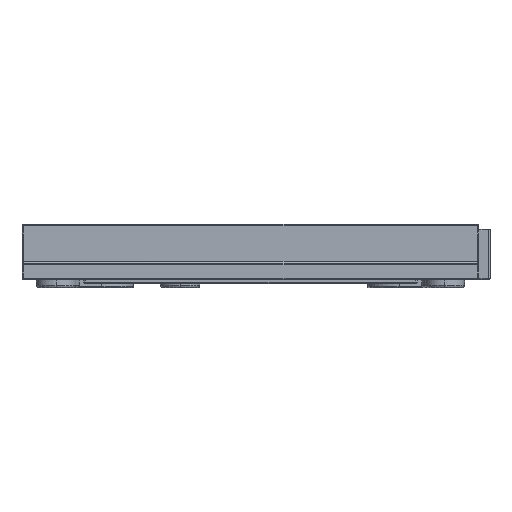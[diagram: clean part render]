
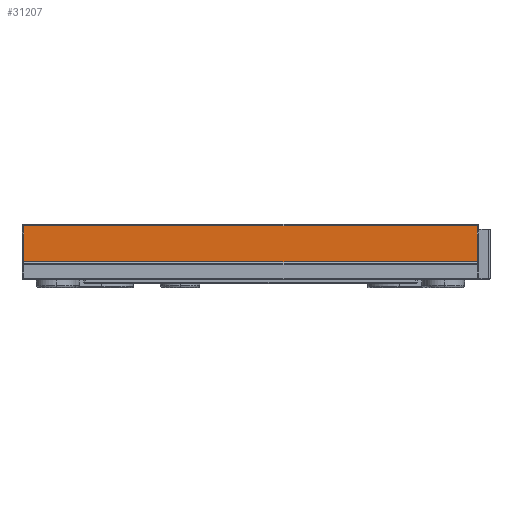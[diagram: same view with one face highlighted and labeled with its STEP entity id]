
A CAD part, left-side view. The second image highlights one B-rep face of the part: STEP entity #31207.
In plain terms, the highlighted planar face has unit normal (-1, 0, 0).
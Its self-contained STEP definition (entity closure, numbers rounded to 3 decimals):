
#31194=AXIS2_PLACEMENT_3D('Plane Axis2P3D',#31191,#31192,#31193) ;
#30806=CARTESIAN_POINT('Vertex',(-2.1,-28.6,1.8)) ;
#30829=CARTESIAN_POINT('Vertex',(-2.1,28.6,1.8)) ;
#30832=CARTESIAN_POINT('Line Origine',(-2.1,0.,1.8)) ;
#31112=CARTESIAN_POINT('Line Origine',(-2.1,-28.6,-1.5)) ;
#31116=CARTESIAN_POINT('Vertex',(-2.1,-28.6,-2.7)) ;
#31176=CARTESIAN_POINT('Vertex',(-2.1,28.6,-2.7)) ;
#31179=CARTESIAN_POINT('Line Origine',(-2.1,28.6,-1.5)) ;
#31191=CARTESIAN_POINT('Axis2P3D Location',(-2.1,-28.8,0.)) ;
#31196=CARTESIAN_POINT('Line Origine',(-2.1,0.,-2.7)) ;
#30833=DIRECTION('Vector Direction',(0.,1.,0.)) ;
#31113=DIRECTION('Vector Direction',(0.,0.,1.)) ;
#31180=DIRECTION('Vector Direction',(0.,0.,1.)) ;
#31192=DIRECTION('Axis2P3D Direction',(1.,0.,0.)) ;
#31193=DIRECTION('Axis2P3D XDirection',(0.,1.,0.)) ;
#31197=DIRECTION('Vector Direction',(0.,1.,0.)) ;
#30834=VECTOR('Line Direction',#30833,1.) ;
#31114=VECTOR('Line Direction',#31113,1.) ;
#31181=VECTOR('Line Direction',#31180,1.) ;
#31198=VECTOR('Line Direction',#31197,1.) ;
#31202=ORIENTED_EDGE('',*,*,#30836,.F.) ;
#31203=ORIENTED_EDGE('',*,*,#31183,.F.) ;
#31204=ORIENTED_EDGE('',*,*,#31200,.F.) ;
#31205=ORIENTED_EDGE('',*,*,#31118,.T.) ;
#31207=ADVANCED_FACE('PartBody',(#31206),#31195,.F.) ;
#30836=EDGE_CURVE('',#30830,#30807,#30835,.F.) ;
#31118=EDGE_CURVE('',#31117,#30807,#31115,.T.) ;
#31183=EDGE_CURVE('',#31177,#30830,#31182,.T.) ;
#31200=EDGE_CURVE('',#31117,#31177,#31199,.T.) ;
#31201=EDGE_LOOP('',(#31202,#31203,#31204,#31205)) ;
#31206=FACE_OUTER_BOUND('',#31201,.T.) ;
#30835=LINE('Line',#30832,#30834) ;
#31115=LINE('Line',#31112,#31114) ;
#31182=LINE('Line',#31179,#31181) ;
#31199=LINE('Line',#31196,#31198) ;
#31195=PLANE('Plane',#31194) ;
#30807=VERTEX_POINT('',#30806) ;
#30830=VERTEX_POINT('',#30829) ;
#31117=VERTEX_POINT('',#31116) ;
#31177=VERTEX_POINT('',#31176) ;
